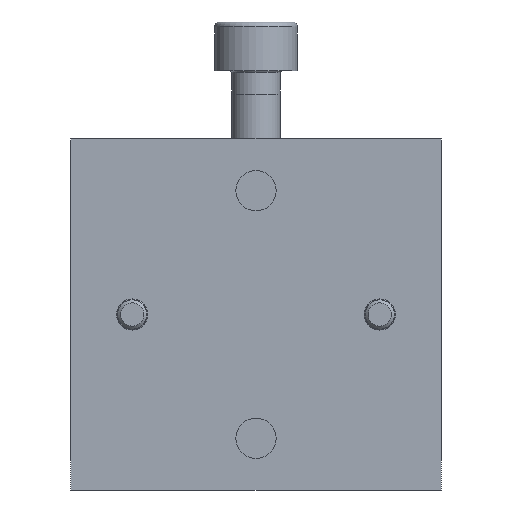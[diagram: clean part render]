
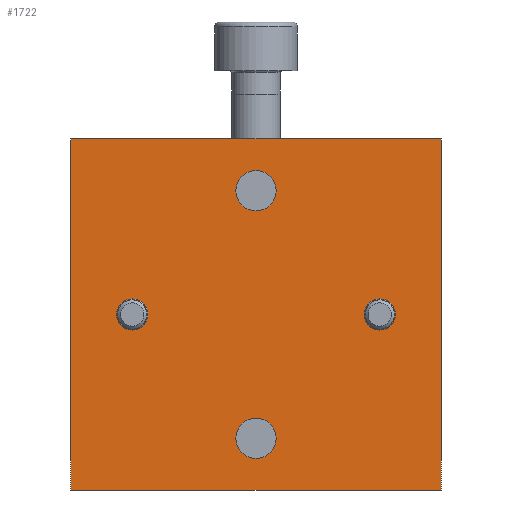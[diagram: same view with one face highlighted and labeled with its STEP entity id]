
A CAD part, front view. The second image highlights one B-rep face of the part: STEP entity #1722.
In plain terms, the highlighted planar face has unit normal (0, -1, 0).
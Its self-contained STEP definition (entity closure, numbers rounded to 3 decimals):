
#81=CIRCLE('',#1817,2.067);
#82=CIRCLE('',#1818,2.067);
#83=CIRCLE('',#1819,1.6);
#84=CIRCLE('',#1820,1.6);
#142=ORIENTED_EDGE('',*,*,#451,.F.);
#143=ORIENTED_EDGE('',*,*,#452,.F.);
#144=ORIENTED_EDGE('',*,*,#453,.T.);
#145=ORIENTED_EDGE('',*,*,#454,.T.);
#146=ORIENTED_EDGE('',*,*,#455,.T.);
#147=ORIENTED_EDGE('',*,*,#456,.F.);
#148=ORIENTED_EDGE('',*,*,#457,.F.);
#149=ORIENTED_EDGE('',*,*,#449,.T.);
#449=EDGE_CURVE('',#604,#603,#716,.T.);
#451=EDGE_CURVE('',#605,#605,#81,.T.);
#452=EDGE_CURVE('',#606,#606,#82,.T.);
#453=EDGE_CURVE('',#607,#607,#83,.T.);
#454=EDGE_CURVE('',#608,#608,#84,.T.);
#455=EDGE_CURVE('',#603,#609,#718,.T.);
#456=EDGE_CURVE('',#610,#609,#719,.T.);
#457=EDGE_CURVE('',#604,#610,#720,.T.);
#603=VERTEX_POINT('',#2324);
#604=VERTEX_POINT('',#2326);
#605=VERTEX_POINT('',#2330);
#606=VERTEX_POINT('',#2332);
#607=VERTEX_POINT('',#2334);
#608=VERTEX_POINT('',#2336);
#609=VERTEX_POINT('',#2338);
#610=VERTEX_POINT('',#2340);
#716=LINE('',#2325,#806);
#718=LINE('',#2337,#808);
#719=LINE('',#2339,#809);
#720=LINE('',#2341,#810);
#806=VECTOR('',#1961,1000.);
#808=VECTOR('',#1973,1000.);
#809=VECTOR('',#1974,1000.);
#810=VECTOR('',#1975,1000.);
#894=EDGE_LOOP('',(#142));
#895=EDGE_LOOP('',(#143));
#896=EDGE_LOOP('',(#144));
#897=EDGE_LOOP('',(#145));
#898=EDGE_LOOP('',(#146,#147,#148,#149));
#1012=FACE_BOUND('',#894,.T.);
#1013=FACE_BOUND('',#895,.T.);
#1014=FACE_BOUND('',#896,.T.);
#1015=FACE_BOUND('',#897,.T.);
#1016=FACE_BOUND('',#898,.T.);
#1129=PLANE('',#1816);
#1722=ADVANCED_FACE('',(#1012,#1013,#1014,#1015,#1016),#1129,.F.);
#1816=AXIS2_PLACEMENT_3D('',#2328,#1963,#1964);
#1817=AXIS2_PLACEMENT_3D('',#2329,#1965,#1966);
#1818=AXIS2_PLACEMENT_3D('',#2331,#1967,#1968);
#1819=AXIS2_PLACEMENT_3D('',#2333,#1969,#1970);
#1820=AXIS2_PLACEMENT_3D('',#2335,#1971,#1972);
#1961=DIRECTION('',(-1.,0.,0.));
#1963=DIRECTION('',(0.,1.,0.));
#1964=DIRECTION('',(0.,0.,1.));
#1965=DIRECTION('',(0.,-1.,0.));
#1966=DIRECTION('',(1.,0.,0.));
#1967=DIRECTION('',(0.,-1.,0.));
#1968=DIRECTION('',(1.,0.,0.));
#1969=DIRECTION('',(0.,1.,0.));
#1970=DIRECTION('',(0.,0.,1.));
#1971=DIRECTION('',(0.,1.,0.));
#1972=DIRECTION('',(0.,0.,1.));
#1973=DIRECTION('',(0.,0.,-1.));
#1974=DIRECTION('',(-1.,0.,0.));
#1975=DIRECTION('',(0.,0.,-1.));
#2324=CARTESIAN_POINT('',(-19.,-3.,18.));
#2325=CARTESIAN_POINT('',(19.,-3.,18.));
#2326=CARTESIAN_POINT('',(19.,-3.,18.));
#2328=CARTESIAN_POINT('',(19.,-3.,18.));
#2329=CARTESIAN_POINT('',(0.,-3.,-12.7));
#2330=CARTESIAN_POINT('',(2.067,-3.,-12.7));
#2331=CARTESIAN_POINT('',(0.,-3.,12.7));
#2332=CARTESIAN_POINT('',(2.067,-3.,12.7));
#2333=CARTESIAN_POINT('',(-12.7,-3.,0.));
#2334=CARTESIAN_POINT('',(-12.7,-3.,1.6));
#2335=CARTESIAN_POINT('',(12.7,-3.,0.));
#2336=CARTESIAN_POINT('',(12.7,-3.,1.6));
#2337=CARTESIAN_POINT('',(-19.,-3.,18.));
#2338=CARTESIAN_POINT('',(-19.,-3.,-18.));
#2339=CARTESIAN_POINT('',(19.,-3.,-18.));
#2340=CARTESIAN_POINT('',(19.,-3.,-18.));
#2341=CARTESIAN_POINT('',(19.,-3.,18.));
